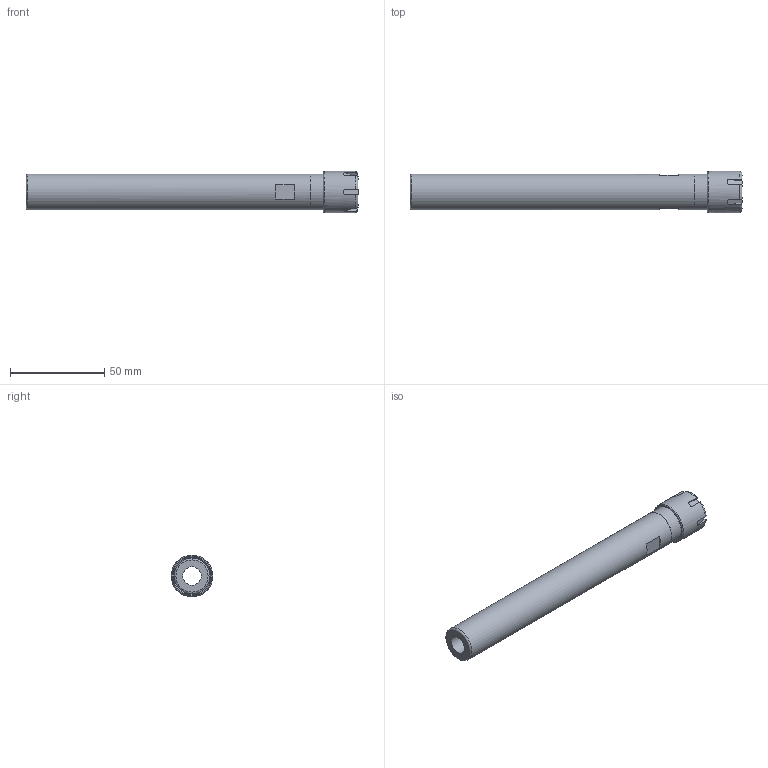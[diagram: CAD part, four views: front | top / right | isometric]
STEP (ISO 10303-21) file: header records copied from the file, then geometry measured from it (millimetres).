
FILE_DESCRIPTION(/* description */ (''),/* implementation_level */ '2;1');
FILE_NAME(/* name */ 'S075-ER16M-0552.stp',/* time_stamp */ '2019-06-13T16:25:21-05:00',/* author */ ('ldfli'),/* organization */ (''),/* preprocessor_version */ 'ST-DEVELOPER v18',/* originating_system */ 'Autodesk Inventor LT',/* authorisation */ '');
FILE_SCHEMA (('AUTOMOTIVE_DESIGN { 1 0 10303 214 3 1 1 }'));
Length unit declared in the file: millimetre
Products named in the file (1): S075-ER16M-0552
Bounding box: 175.7 x 22 x 22 mm (x, y, z)
Volume: 35649.3 mm3; surface area: 18301.5 mm2
Topology: 2 solids, 2 shells, 60 faces, 169 edges, 119 vertices
Faces by surface type: plane 33, cylinder 10, torus 10, cone 7
Full cylindrical faces by diameter (mm): 9.728 x1, 11.21 x1, 12.55 x1, 16.3 x1, 18 x1, 18.5 x1, 19 x1, 19.05 x1, 19.4 x1, 22 x1
Entity records: 2146 total; most frequent: CARTESIAN_POINT 457, DIRECTION 368, ORIENTED_EDGE 338, EDGE_CURVE 169, AXIS2_PLACEMENT_3D 150, VERTEX_POINT 119, CIRCLE 82, EDGE_LOOP 70
